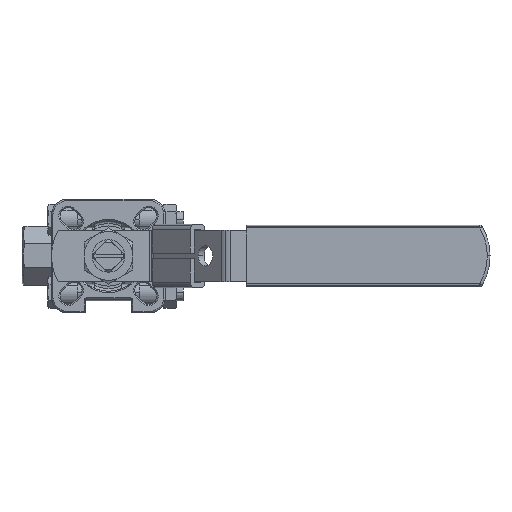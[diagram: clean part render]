
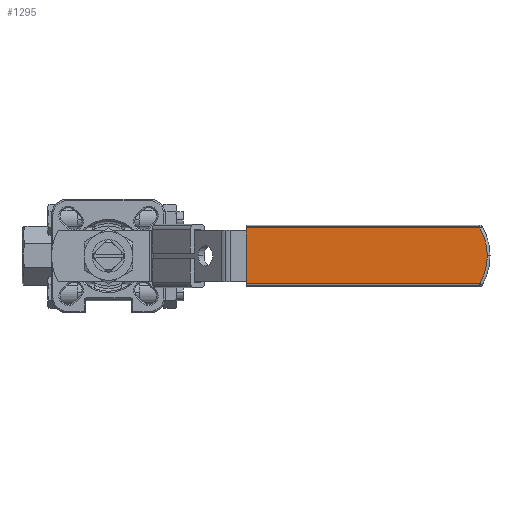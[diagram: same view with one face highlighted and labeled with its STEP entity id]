
A CAD part, top view. The second image highlights one B-rep face of the part: STEP entity #1295.
In plain terms, the highlighted planar face has unit normal (0, 0, 1).
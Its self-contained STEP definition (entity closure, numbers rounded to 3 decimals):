
#1295=ADVANCED_FACE('',(#3529),#3530,.T.);
#3529=FACE_OUTER_BOUND('',#6835,.T.);
#3530=PLANE('',#6836);
#6835=EDGE_LOOP('',(#10571,#10572,#10573,#10574,#10575));
#6836=AXIS2_PLACEMENT_3D('',#10576,#10577,#10578);
#10571=ORIENTED_EDGE('',*,*,#19345,.F.);
#10572=ORIENTED_EDGE('',*,*,#19404,.F.);
#10573=ORIENTED_EDGE('',*,*,#19326,.F.);
#10574=ORIENTED_EDGE('',*,*,#19386,.F.);
#10575=ORIENTED_EDGE('',*,*,#19341,.F.);
#10576=CARTESIAN_POINT('',(94.654,0.,71.));
#10577=DIRECTION('',(0.0,0.0,1.0));
#10578=DIRECTION('',(1.0,0.0,0.0));
#19326=EDGE_CURVE('',#23089,#23091,#23092,.T.);
#19341=EDGE_CURVE('',#23115,#23113,#23117,.T.);
#19345=EDGE_CURVE('',#23122,#23115,#23124,.T.);
#19386=EDGE_CURVE('',#23113,#23089,#23178,.T.);
#19404=EDGE_CURVE('',#23091,#23122,#23202,.T.);
#23089=VERTEX_POINT('',#28508);
#23091=VERTEX_POINT('',#28510);
#23092=LINE('',#28511,#28512);
#23113=VERTEX_POINT('',#28537);
#23115=VERTEX_POINT('',#28539);
#23117=CIRCLE('',#28541,20.8);
#23122=VERTEX_POINT('',#28547);
#23124=LINE('',#28549,#28550);
#23178=CIRCLE('',#28610,20.8);
#23202=LINE('',#28643,#28644);
#28508=CARTESIAN_POINT('',(137.071,-10.3,71.));
#28510=CARTESIAN_POINT('',(50.8,-10.3,71.));
#28511=CARTESIAN_POINT('',(94.437,-10.3,71.));
#28512=VECTOR('',#39390,10.0);
#28537=CARTESIAN_POINT('',(139.8,0.,71.));
#28539=CARTESIAN_POINT('',(137.071,10.3,71.));
#28541=AXIS2_PLACEMENT_3D('',#39416,#39417,#39418);
#28547=CARTESIAN_POINT('',(50.8,10.3,71.));
#28549=CARTESIAN_POINT('',(94.437,10.3,71.));
#28550=VECTOR('',#39423,10.0);
#28610=AXIS2_PLACEMENT_3D('',#39496,#39497,#39498);
#28643=CARTESIAN_POINT('',(50.8,11.3,71.));
#28644=VECTOR('',#39517,10.0);
#39390=DIRECTION('',(-1.0,0.,0.0));
#39416=CARTESIAN_POINT('',(119.0,0.,71.));
#39417=DIRECTION('',(0.0,-0.0,-1.0));
#39418=DIRECTION('',(1.0,0.,0.0));
#39423=DIRECTION('',(1.0,0.,0.0));
#39496=CARTESIAN_POINT('',(119.0,0.,71.));
#39497=DIRECTION('',(0.0,-0.0,-1.0));
#39498=DIRECTION('',(1.0,0.,0.0));
#39517=DIRECTION('',(0.0,1.0,0.0));
